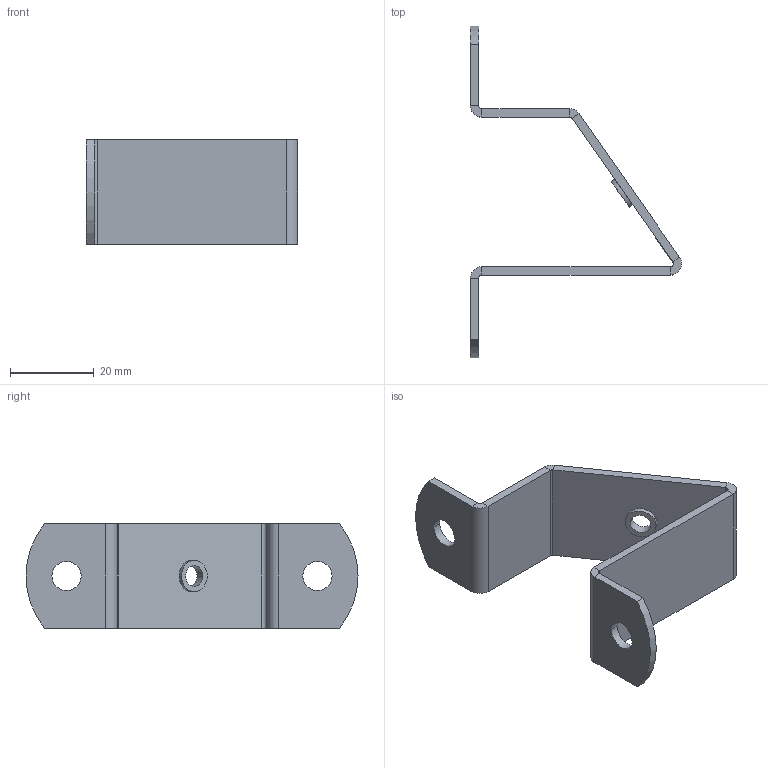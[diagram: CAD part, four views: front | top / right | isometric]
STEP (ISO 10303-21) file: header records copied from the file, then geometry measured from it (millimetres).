
FILE_DESCRIPTION (( 'STEP AP203' ), '1' );
FILE_NAME ('DN-ASB2-10.STEP', '2023-08-15T15:16:04', ( '' ), ( '' ), 'SwSTEP 2.0', 'SolidWorks 2021', '' );
FILE_SCHEMA (( 'CONFIG_CONTROL_DESIGN' ));
Length unit declared in the file: millimetre
Products named in the file (1): DN-ASB2-10
Bounding box: 50.52 x 79.4 x 25 mm (x, y, z)
Volume: 7538.3 mm3; surface area: 8370.9 mm2
Topology: 1 solids, 1 shells, 50 faces, 107 edges, 60 vertices
Faces by surface type: plane 29, cylinder 19, cone 2
Entity records: 1408 total; most frequent: DIRECTION 249, CARTESIAN_POINT 218, ORIENTED_EDGE 214, EDGE_CURVE 107, AXIS2_PLACEMENT_3D 91, VECTOR 67, LINE 67, VERTEX_POINT 60
